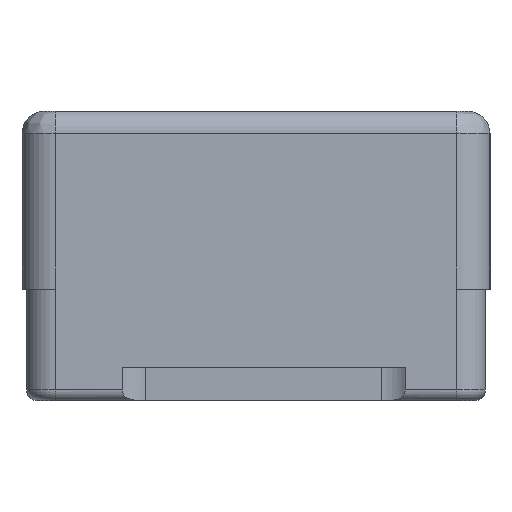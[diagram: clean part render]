
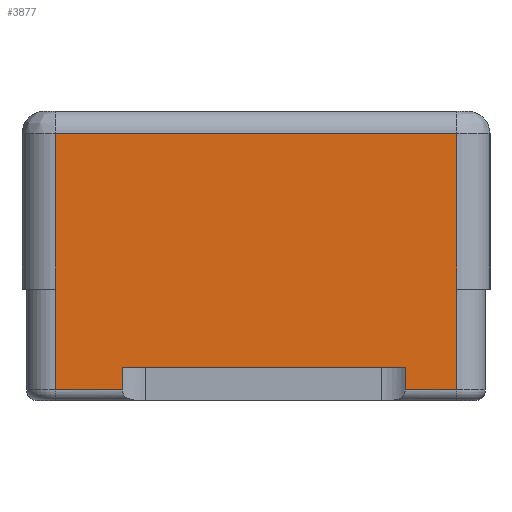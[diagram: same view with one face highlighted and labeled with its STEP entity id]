
A CAD part, left-side view. The second image highlights one B-rep face of the part: STEP entity #3877.
In plain terms, the highlighted planar face has unit normal (-1, 0, 0).
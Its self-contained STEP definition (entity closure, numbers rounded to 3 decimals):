
#732=DIRECTION('',(0.,-1.,0.));
#733=VECTOR('',#732,12.7);
#734=CARTESIAN_POINT('',(0.,-4.5,1.5));
#735=LINE('',#734,#733);
#739=DIRECTION('',(0.,0.,-1.));
#740=VECTOR('',#739,1.);
#741=CARTESIAN_POINT('',(0.,-4.5,1.5));
#742=LINE('',#741,#740);
#746=DIRECTION('',(0.,-1.,0.));
#747=VECTOR('',#746,3.);
#748=CARTESIAN_POINT('',(0.,-1.5,0.5));
#749=LINE('',#748,#747);
#753=DIRECTION('',(0.,0.,-1.));
#754=VECTOR('',#753,4.515);
#755=CARTESIAN_POINT('',(0.,-1.5,5.015));
#756=LINE('',#755,#754);
#760=DIRECTION('',(0.,0.,1.));
#761=VECTOR('',#760,6.985);
#762=CARTESIAN_POINT('',(0.,-1.5,5.015));
#763=LINE('',#762,#761);
#767=DIRECTION('',(0.,-1.,0.));
#768=VECTOR('',#767,18.);
#769=CARTESIAN_POINT('',(0.,-1.5,12.));
#770=LINE('',#769,#768);
#774=DIRECTION('',(0.,0.,1.));
#775=VECTOR('',#774,6.985);
#776=CARTESIAN_POINT('',(0.,-19.5,5.015));
#777=LINE('',#776,#775);
#781=DIRECTION('',(0.,0.,-1.));
#782=VECTOR('',#781,4.515);
#783=CARTESIAN_POINT('',(0.,-19.5,5.015));
#784=LINE('',#783,#782);
#788=DIRECTION('',(0.,-1.,0.));
#789=VECTOR('',#788,2.3);
#790=CARTESIAN_POINT('',(0.,-17.2,0.5));
#791=LINE('',#790,#789);
#795=DIRECTION('',(0.,0.,-1.));
#796=VECTOR('',#795,1.);
#797=CARTESIAN_POINT('',(0.,-17.2,1.5));
#798=LINE('',#797,#796);
#3114=CARTESIAN_POINT('',(0.,-1.5,5.015));
#3115=VERTEX_POINT('',#3114);
#3116=CARTESIAN_POINT('',(0.,-19.5,5.015));
#3117=VERTEX_POINT('',#3116);
#3143=CARTESIAN_POINT('',(0.,-19.5,12.));
#3144=VERTEX_POINT('',#3143);
#3147=CARTESIAN_POINT('',(0.,-1.5,12.));
#3148=VERTEX_POINT('',#3147);
#3262=CARTESIAN_POINT('',(0.,-4.5,1.5));
#3263=CARTESIAN_POINT('',(0.,-17.2,1.5));
#3264=VERTEX_POINT('',#3262);
#3265=VERTEX_POINT('',#3263);
#3266=CARTESIAN_POINT('',(0.,-17.2,0.5));
#3267=VERTEX_POINT('',#3266);
#3268=CARTESIAN_POINT('',(0.,-4.5,0.5));
#3269=VERTEX_POINT('',#3268);
#3303=CARTESIAN_POINT('',(0.,-1.5,0.5));
#3305=VERTEX_POINT('',#3303);
#3312=CARTESIAN_POINT('',(0.,-19.5,0.5));
#3314=VERTEX_POINT('',#3312);
#3852=CARTESIAN_POINT('',(0.,0.,0.));
#3853=DIRECTION('',(-1.,0.,0.));
#3854=DIRECTION('',(0.,-1.,0.));
#3855=AXIS2_PLACEMENT_3D('',#3852,#3853,#3854);
#3856=PLANE('',#3855);
#3857=ORIENTED_EDGE('',*,*,#3802,.F.);
#3859=ORIENTED_EDGE('',*,*,#3858,.T.);
#3861=ORIENTED_EDGE('',*,*,#3860,.F.);
#3862=ORIENTED_EDGE('',*,*,#3753,.F.);
#3864=ORIENTED_EDGE('',*,*,#3863,.T.);
#3866=ORIENTED_EDGE('',*,*,#3865,.T.);
#3868=ORIENTED_EDGE('',*,*,#3867,.F.);
#3870=ORIENTED_EDGE('',*,*,#3869,.T.);
#3872=ORIENTED_EDGE('',*,*,#3871,.F.);
#3874=ORIENTED_EDGE('',*,*,#3873,.F.);
#3875=EDGE_LOOP('',(#3857,#3859,#3861,#3862,#3864,#3866,#3868,#3870,#3872,
#3874));
#3876=FACE_OUTER_BOUND('',#3875,.F.);
#3753=EDGE_CURVE('',#3115,#3305,#756,.T.);
#3802=EDGE_CURVE('',#3264,#3265,#735,.T.);
#3858=EDGE_CURVE('',#3264,#3269,#742,.T.);
#3860=EDGE_CURVE('',#3305,#3269,#749,.T.);
#3863=EDGE_CURVE('',#3115,#3148,#763,.T.);
#3865=EDGE_CURVE('',#3148,#3144,#770,.T.);
#3867=EDGE_CURVE('',#3117,#3144,#777,.T.);
#3869=EDGE_CURVE('',#3117,#3314,#784,.T.);
#3871=EDGE_CURVE('',#3267,#3314,#791,.T.);
#3873=EDGE_CURVE('',#3265,#3267,#798,.T.);
#3877=ADVANCED_FACE('',(#3876),#3856,.T.);
